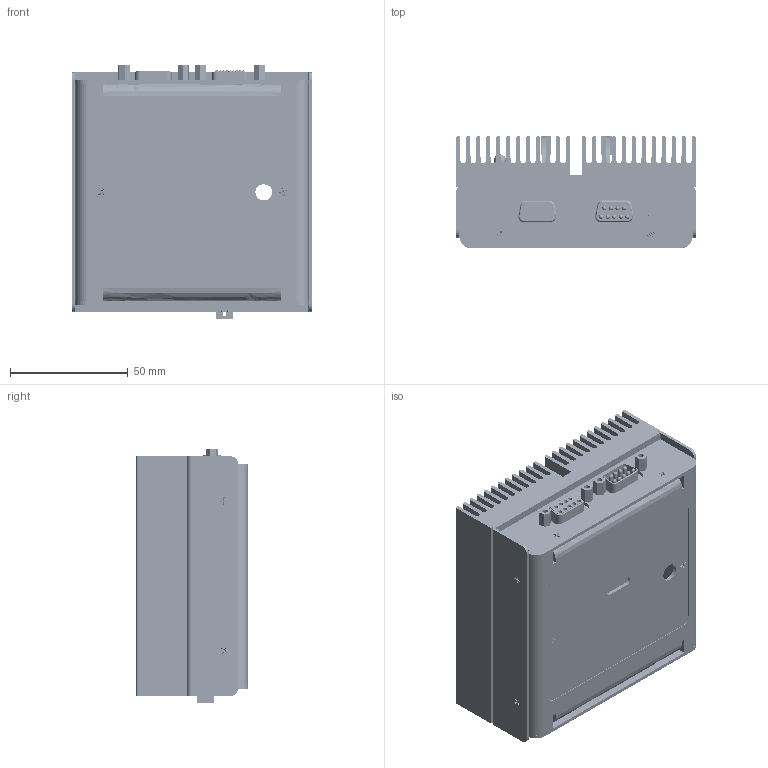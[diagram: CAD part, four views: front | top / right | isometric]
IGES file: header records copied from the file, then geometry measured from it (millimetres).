
Start section: SolidWorks IGES file using analytic representation for surfaces
Global section: file name: LDMOUNT-5A000-A Rev A.IGS; native system: SolidWorks 2017; preprocessor: SolidWorks 2017; author: gniebel; date: 170327.102303; units: inch
Bounding box: 101.6 x 47.65 x 107.77 mm (x, y, z)
Surface area: 183581.9 mm2 (no closed solid volume)
Topology: 0 solids, 0 shells, 3322 faces, 34146 edges, 34116 vertices
Faces by surface type: bspline 2100, revolution 1222
